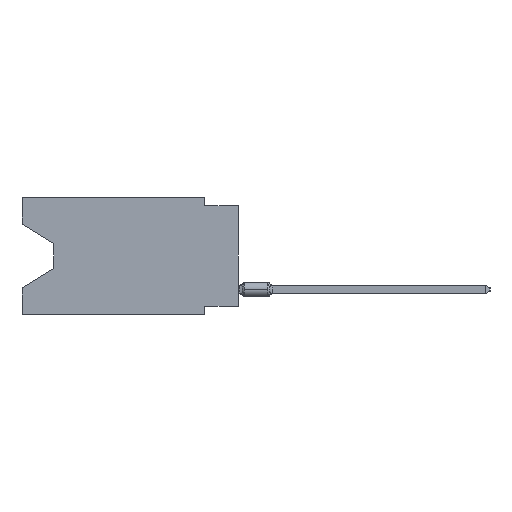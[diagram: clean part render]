
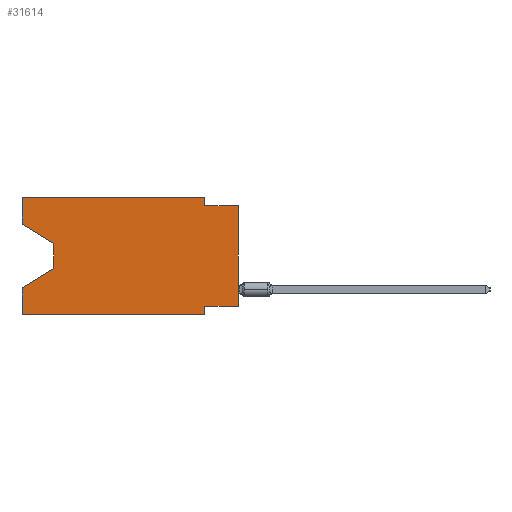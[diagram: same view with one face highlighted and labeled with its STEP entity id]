
A CAD part, left-side view. The second image highlights one B-rep face of the part: STEP entity #31614.
In plain terms, the highlighted planar face has unit normal (-1, 0, 0).
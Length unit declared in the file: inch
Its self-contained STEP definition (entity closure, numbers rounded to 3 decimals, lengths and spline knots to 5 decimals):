
#213 = LINE ( 'NONE', #20283, #28768 ) ;
#600 = CARTESIAN_POINT ( 'NONE',  ( 0., 0.1, -0.35 ) ) ;
#1236 = VECTOR ( 'NONE', #3104, 39.37008 ) ;
#1439 = VECTOR ( 'NONE', #27306, 39.37008 ) ;
#3051 = VERTEX_POINT ( 'NONE', #26024 ) ;
#3104 = DIRECTION ( 'NONE',  ( 0., 0.855, -0.519 ) ) ;
#3628 = CARTESIAN_POINT ( 'NONE',  ( 0., 0.645, -0.26975 ) ) ;
#4813 = DIRECTION ( 'NONE',  ( 0., 0., -1. ) ) ;
#4973 = CARTESIAN_POINT ( 'NONE',  ( 0., 0.645, 0. ) ) ;
#5287 = VERTEX_POINT ( 'NONE', #3628 ) ;
#5607 = VERTEX_POINT ( 'NONE', #50294 ) ;
#6384 = CARTESIAN_POINT ( 'NONE',  ( 0., 0., -0.025 ) ) ;
#6965 = CARTESIAN_POINT ( 'NONE',  ( 0., 0.1, 0. ) ) ;
#7029 = CARTESIAN_POINT ( 'NONE',  ( 0., 0.55, -0.212 ) ) ;
#7114 = ORIENTED_EDGE ( 'NONE', *, *, #31691, .F. ) ;
#7411 = CARTESIAN_POINT ( 'NONE',  ( 0., 0.645, -0.08025 ) ) ;
#7971 = EDGE_LOOP ( 'NONE', ( #44479, #19173, #48033, #25662, #43362, #34584, #7114, #40352, #52119, #24996, #20597, #35916 ) ) ;
#8087 = CARTESIAN_POINT ( 'NONE',  ( 0., 0.1, -0.325 ) ) ;
#8615 = VERTEX_POINT ( 'NONE', #6384 ) ;
#8618 = VECTOR ( 'NONE', #29654, 39.37008 ) ;
#9179 = CARTESIAN_POINT ( 'NONE',  ( 0., 0.55, -0.212 ) ) ;
#9269 = CARTESIAN_POINT ( 'NONE',  ( 0., 0.645, -0.35 ) ) ;
#12767 = CARTESIAN_POINT ( 'NONE',  ( 0., 0.1, 0. ) ) ;
#13515 = EDGE_CURVE ( 'NONE', #44435, #3051, #41718, .T. ) ;
#13750 = EDGE_CURVE ( 'NONE', #28999, #5607, #23858, .T. ) ;
#13985 = LINE ( 'NONE', #26362, #32977 ) ;
#14844 = EDGE_CURVE ( 'NONE', #31339, #28999, #51577, .T. ) ;
#15150 = VECTOR ( 'NONE', #4813, 39.37008 ) ;
#15189 = CARTESIAN_POINT ( 'NONE',  ( 0., 0.645, 0. ) ) ;
#17539 = LINE ( 'NONE', #37583, #8618 ) ;
#18209 = VECTOR ( 'NONE', #40939, 39.37008 ) ;
#18219 = DIRECTION ( 'NONE',  ( 0., -1., 0. ) ) ;
#19173 = ORIENTED_EDGE ( 'NONE', *, *, #27996, .T. ) ;
#19324 = EDGE_CURVE ( 'NONE', #46036, #5287, #43180, .T. ) ;
#20283 = CARTESIAN_POINT ( 'NONE',  ( 0., 0., 0. ) ) ;
#20421 = AXIS2_PLACEMENT_3D ( 'NONE', #21761, #49953, #41796 ) ;
#20597 = ORIENTED_EDGE ( 'NONE', *, *, #14844, .F. ) ;
#20976 = FACE_OUTER_BOUND ( 'NONE', #7971, .T. ) ;
#21761 = CARTESIAN_POINT ( 'NONE',  ( 0., 0.645, 0. ) ) ;
#21827 = LINE ( 'NONE', #30259, #37725 ) ;
#21969 = EDGE_CURVE ( 'NONE', #44435, #5287, #45583, .T. ) ;
#22127 = CARTESIAN_POINT ( 'NONE',  ( 0., 0.645, 0. ) ) ;
#22453 = VECTOR ( 'NONE', #48663, 39.37008 ) ;
#23505 = DIRECTION ( 'NONE',  ( 0., -0.855, -0.519 ) ) ;
#23858 = LINE ( 'NONE', #12767, #22453 ) ;
#24996 = ORIENTED_EDGE ( 'NONE', *, *, #13750, .F. ) ;
#25662 = ORIENTED_EDGE ( 'NONE', *, *, #21969, .F. ) ;
#26024 = CARTESIAN_POINT ( 'NONE',  ( 0., 0.1, -0.35 ) ) ;
#26362 = CARTESIAN_POINT ( 'NONE',  ( 0., 0., -0.025 ) ) ;
#26531 = LINE ( 'NONE', #42120, #50311 ) ;
#27306 = DIRECTION ( 'NONE',  ( 0., -1., 0. ) ) ;
#27996 = EDGE_CURVE ( 'NONE', #29025, #46036, #26531, .T. ) ;
#28768 = VECTOR ( 'NONE', #44548, 39.37008 ) ;
#28999 = VERTEX_POINT ( 'NONE', #6965 ) ;
#29025 = VERTEX_POINT ( 'NONE', #43663 ) ;
#29569 = CARTESIAN_POINT ( 'NONE',  ( 0., 0., -0.325 ) ) ;
#29654 = DIRECTION ( 'NONE',  ( 0., 1., 0. ) ) ;
#30259 = CARTESIAN_POINT ( 'NONE',  ( 0., 0.645, 0. ) ) ;
#31339 = VERTEX_POINT ( 'NONE', #22127 ) ;
#31614 = ADVANCED_FACE ( 'NONE', ( #20976 ), #48921, .F. ) ;
#31691 = EDGE_CURVE ( 'NONE', #46857, #47473, #17539, .T. ) ;
#32977 = VECTOR ( 'NONE', #18219, 39.37008 ) ;
#34584 = ORIENTED_EDGE ( 'NONE', *, *, #41775, .F. ) ;
#35916 = ORIENTED_EDGE ( 'NONE', *, *, #39111, .F. ) ;
#37583 = CARTESIAN_POINT ( 'NONE',  ( 0., 0., -0.325 ) ) ;
#37699 = DIRECTION ( 'NONE',  ( 0., 0., 1. ) ) ;
#37725 = VECTOR ( 'NONE', #46338, 39.37008 ) ;
#39111 = EDGE_CURVE ( 'NONE', #51865, #31339, #21827, .T. ) ;
#40352 = ORIENTED_EDGE ( 'NONE', *, *, #43714, .T. ) ;
#40939 = DIRECTION ( 'NONE',  ( 0., -1., 0. ) ) ;
#41718 = LINE ( 'NONE', #9269, #18209 ) ;
#41775 = EDGE_CURVE ( 'NONE', #47473, #3051, #42852, .T. ) ;
#41796 = DIRECTION ( 'NONE',  ( 0., 0., -1. ) ) ;
#41883 = VECTOR ( 'NONE', #37699, 39.37008 ) ;
#42120 = CARTESIAN_POINT ( 'NONE',  ( 0., 0.55, -0.138 ) ) ;
#42838 = CARTESIAN_POINT ( 'NONE',  ( 0., 0.645, -0.08025 ) ) ;
#42852 = LINE ( 'NONE', #600, #15150 ) ;
#43180 = LINE ( 'NONE', #7029, #1236 ) ;
#43362 = ORIENTED_EDGE ( 'NONE', *, *, #13515, .T. ) ;
#43534 = EDGE_CURVE ( 'NONE', #5607, #8615, #13985, .T. ) ;
#43663 = CARTESIAN_POINT ( 'NONE',  ( 0., 0.55, -0.138 ) ) ;
#43714 = EDGE_CURVE ( 'NONE', #46857, #8615, #213, .T. ) ;
#44435 = VERTEX_POINT ( 'NONE', #46299 ) ;
#44479 = ORIENTED_EDGE ( 'NONE', *, *, #44745, .T. ) ;
#44548 = DIRECTION ( 'NONE',  ( 0., 0., 1. ) ) ;
#44745 = EDGE_CURVE ( 'NONE', #51865, #29025, #51205, .T. ) ;
#45583 = LINE ( 'NONE', #4973, #41883 ) ;
#46036 = VERTEX_POINT ( 'NONE', #9179 ) ;
#46299 = CARTESIAN_POINT ( 'NONE',  ( 0., 0.645, -0.35 ) ) ;
#46338 = DIRECTION ( 'NONE',  ( 0., 0., 1. ) ) ;
#46857 = VERTEX_POINT ( 'NONE', #29569 ) ;
#47473 = VERTEX_POINT ( 'NONE', #8087 ) ;
#48033 = ORIENTED_EDGE ( 'NONE', *, *, #19324, .T. ) ;
#48663 = DIRECTION ( 'NONE',  ( 0., 0., -1. ) ) ;
#48921 = PLANE ( 'NONE',  #20421 ) ;
#49953 = DIRECTION ( 'NONE',  ( 1., 0., 0. ) ) ;
#50294 = CARTESIAN_POINT ( 'NONE',  ( 0., 0.1, -0.025 ) ) ;
#50311 = VECTOR ( 'NONE', #50548, 39.37008 ) ;
#50548 = DIRECTION ( 'NONE',  ( 0., 0., -1. ) ) ;
#50725 = VECTOR ( 'NONE', #23505, 39.37008 ) ;
#51205 = LINE ( 'NONE', #7411, #50725 ) ;
#51577 = LINE ( 'NONE', #15189, #1439 ) ;
#51865 = VERTEX_POINT ( 'NONE', #42838 ) ;
#52119 = ORIENTED_EDGE ( 'NONE', *, *, #43534, .F. ) ;
